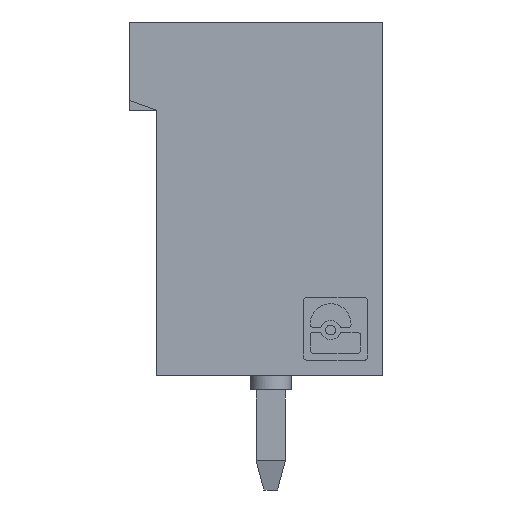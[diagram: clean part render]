
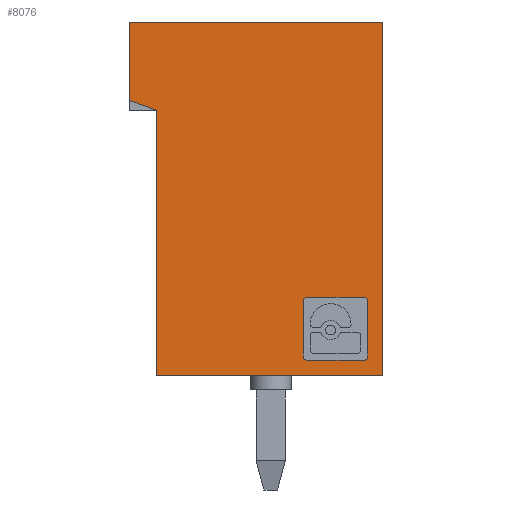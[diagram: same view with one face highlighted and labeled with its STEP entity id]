
A CAD part, left-side view. The second image highlights one B-rep face of the part: STEP entity #8076.
In plain terms, the highlighted planar face has unit normal (-1, 0, 0).
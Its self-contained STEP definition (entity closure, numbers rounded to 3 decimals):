
#7927=CARTESIAN_POINT('',(-25.375,4.8,9.338));
#7928=VERTEX_POINT('',#7927);
#7943=CARTESIAN_POINT('',(-25.375,3.87,9.));
#7944=VERTEX_POINT('',#7943);
#7951=CARTESIAN_POINT('',(-25.375,3.87,9.));
#7952=DIRECTION('',(0.0,0.94,0.342));
#7953=VECTOR('',#7952,0.99);
#7954=LINE('',#7951,#7953);
#7955=EDGE_CURVE('',#7944,#7928,#7954,.T.);
#7960=CARTESIAN_POINT('',(-25.375,5.23,-0.6));
#7961=DIRECTION('',(-1.0,0.0,0.0));
#7962=DIRECTION('',(0.0,0.0,1.0));
#7963=AXIS2_PLACEMENT_3D('',#7960,#7961,#7962);
#7964=PLANE('',#7963);
#7965=CARTESIAN_POINT('',(-25.375,4.8,12.));
#7966=VERTEX_POINT('',#7965);
#7967=CARTESIAN_POINT('',(-25.375,-3.8,12.));
#7968=VERTEX_POINT('',#7967);
#7969=CARTESIAN_POINT('',(-25.375,4.8,12.));
#7970=DIRECTION('',(0.0,-1.0,0.0));
#7971=VECTOR('',#7970,8.6);
#7972=LINE('',#7969,#7971);
#7973=EDGE_CURVE('',#7966,#7968,#7972,.T.);
#7974=ORIENTED_EDGE('',*,*,#7973,.F.);
#7975=CARTESIAN_POINT('',(-25.375,4.8,12.));
#7976=DIRECTION('',(0.0,0.0,-1.0));
#7977=VECTOR('',#7976,2.662);
#7978=LINE('',#7975,#7977);
#7979=EDGE_CURVE('',#7966,#7928,#7978,.T.);
#7980=ORIENTED_EDGE('',*,*,#7979,.T.);
#7981=ORIENTED_EDGE('',*,*,#7955,.F.);
#7982=CARTESIAN_POINT('',(-25.375,3.87,0.));
#7983=VERTEX_POINT('',#7982);
#7984=CARTESIAN_POINT('',(-25.375,3.87,0.));
#7985=DIRECTION('',(0.0,0.0,1.0));
#7986=VECTOR('',#7985,9.);
#7987=LINE('',#7984,#7986);
#7988=EDGE_CURVE('',#7983,#7944,#7987,.T.);
#7989=ORIENTED_EDGE('',*,*,#7988,.F.);
#7990=CARTESIAN_POINT('',(-25.375,-3.8,0.));
#7991=VERTEX_POINT('',#7990);
#7992=CARTESIAN_POINT('',(-25.375,3.87,0.));
#7993=DIRECTION('',(0.0,-1.0,0.0));
#7994=VECTOR('',#7993,7.67);
#7995=LINE('',#7992,#7994);
#7996=EDGE_CURVE('',#7983,#7991,#7995,.T.);
#7997=ORIENTED_EDGE('',*,*,#7996,.T.);
#7998=CARTESIAN_POINT('',(-25.375,-3.8,0.));
#7999=DIRECTION('',(0.0,0.0,1.0));
#8000=VECTOR('',#7999,12.);
#8001=LINE('',#7998,#8000);
#8002=EDGE_CURVE('',#7991,#7968,#8001,.T.);
#8003=ORIENTED_EDGE('',*,*,#8002,.T.);
#8004=EDGE_LOOP('',(#7974,#7980,#7981,#7989,#7997,#8003));
#8005=FACE_OUTER_BOUND('',#8004,.T.);
#8006=CARTESIAN_POINT('',(-25.375,-3.147,2.652));
#8007=VERTEX_POINT('',#8006);
#8008=CARTESIAN_POINT('',(-25.375,-1.253,2.652));
#8009=VERTEX_POINT('',#8008);
#8010=CARTESIAN_POINT('',(-25.375,-3.147,2.652));
#8011=DIRECTION('',(0.0,1.0,0.0));
#8012=VECTOR('',#8011,1.893);
#8013=LINE('',#8010,#8012);
#8014=EDGE_CURVE('',#8007,#8009,#8013,.T.);
#8015=ORIENTED_EDGE('',*,*,#8014,.F.);
#8016=CARTESIAN_POINT('',(-25.375,-3.3,2.499));
#8017=VERTEX_POINT('',#8016);
#8018=CARTESIAN_POINT('',(-25.375,-3.147,2.499));
#8019=DIRECTION('',(-1.0,0.,0.));
#8020=DIRECTION('',(0.,-1.0,0.));
#8021=AXIS2_PLACEMENT_3D('',#8018,#8019,#8020);
#8022=ELLIPSE('',#8021,0.153,0.152);
#8023=EDGE_CURVE('',#8017,#8007,#8022,.T.);
#8024=ORIENTED_EDGE('',*,*,#8023,.F.);
#8025=CARTESIAN_POINT('',(-25.375,-3.3,0.652));
#8026=VERTEX_POINT('',#8025);
#8027=CARTESIAN_POINT('',(-25.375,-3.3,0.652));
#8028=DIRECTION('',(0.0,0.0,1.0));
#8029=VECTOR('',#8028,1.847);
#8030=LINE('',#8027,#8029);
#8031=EDGE_CURVE('',#8026,#8017,#8030,.T.);
#8032=ORIENTED_EDGE('',*,*,#8031,.F.);
#8033=CARTESIAN_POINT('',(-25.375,-3.147,0.5));
#8034=VERTEX_POINT('',#8033);
#8035=CARTESIAN_POINT('',(-25.375,-3.147,0.652));
#8036=DIRECTION('',(-1.0,0.,0.));
#8037=DIRECTION('',(0.,-1.0,0.));
#8038=AXIS2_PLACEMENT_3D('',#8035,#8036,#8037);
#8039=ELLIPSE('',#8038,0.153,0.152);
#8040=EDGE_CURVE('',#8034,#8026,#8039,.T.);
#8041=ORIENTED_EDGE('',*,*,#8040,.F.);
#8042=CARTESIAN_POINT('',(-25.375,-1.253,0.5));
#8043=VERTEX_POINT('',#8042);
#8044=CARTESIAN_POINT('',(-25.375,-1.253,0.5));
#8045=DIRECTION('',(0.0,-1.0,0.0));
#8046=VECTOR('',#8045,1.893);
#8047=LINE('',#8044,#8046);
#8048=EDGE_CURVE('',#8043,#8034,#8047,.T.);
#8049=ORIENTED_EDGE('',*,*,#8048,.F.);
#8050=CARTESIAN_POINT('',(-25.375,-1.1,0.652));
#8051=VERTEX_POINT('',#8050);
#8052=CARTESIAN_POINT('',(-25.375,-1.253,0.652));
#8053=DIRECTION('',(-1.0,0.,0.));
#8054=DIRECTION('',(0.,-1.0,0.));
#8055=AXIS2_PLACEMENT_3D('',#8052,#8053,#8054);
#8056=ELLIPSE('',#8055,0.153,0.152);
#8057=EDGE_CURVE('',#8051,#8043,#8056,.T.);
#8058=ORIENTED_EDGE('',*,*,#8057,.F.);
#8059=CARTESIAN_POINT('',(-25.375,-1.1,2.499));
#8060=VERTEX_POINT('',#8059);
#8061=CARTESIAN_POINT('',(-25.375,-1.1,2.499));
#8062=DIRECTION('',(0.0,0.0,-1.0));
#8063=VECTOR('',#8062,1.847);
#8064=LINE('',#8061,#8063);
#8065=EDGE_CURVE('',#8060,#8051,#8064,.T.);
#8066=ORIENTED_EDGE('',*,*,#8065,.F.);
#8067=CARTESIAN_POINT('',(-25.375,-1.253,2.499));
#8068=DIRECTION('',(-1.0,0.,0.));
#8069=DIRECTION('',(0.,-1.0,0.));
#8070=AXIS2_PLACEMENT_3D('',#8067,#8068,#8069);
#8071=ELLIPSE('',#8070,0.153,0.152);
#8072=EDGE_CURVE('',#8009,#8060,#8071,.T.);
#8073=ORIENTED_EDGE('',*,*,#8072,.F.);
#8074=EDGE_LOOP('',(#8015,#8024,#8032,#8041,#8049,#8058,#8066,#8073));
#8075=FACE_BOUND('',#8074,.T.);
#8076=ADVANCED_FACE('',(#8005,#8075),#7964,.T.);
